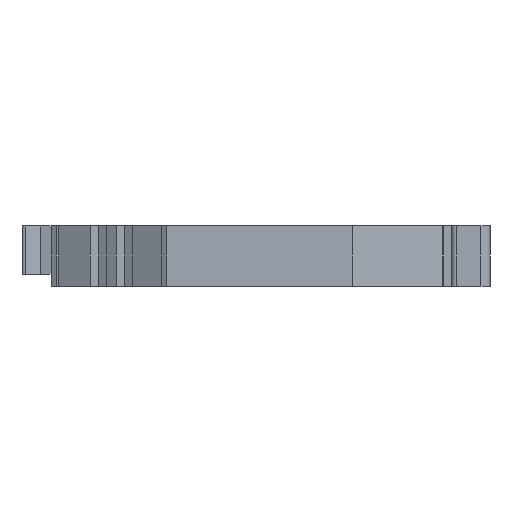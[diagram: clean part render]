
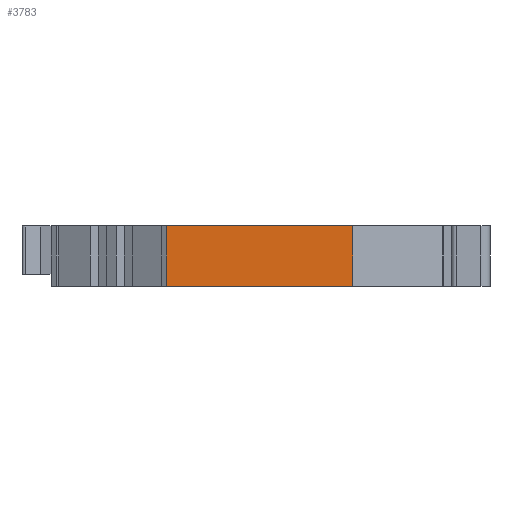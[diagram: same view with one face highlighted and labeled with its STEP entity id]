
A CAD part, left-side view. The second image highlights one B-rep face of the part: STEP entity #3783.
In plain terms, the highlighted planar face has unit normal (-1, 0, 0).
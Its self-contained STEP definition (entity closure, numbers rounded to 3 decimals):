
#180 = LINE ( 'NONE', #5774, #324 ) ;
#288 = VERTEX_POINT ( 'NONE', #4925 ) ;
#324 = VECTOR ( 'NONE', #6254, 1000. ) ;
#619 = LINE ( 'NONE', #4337, #1895 ) ;
#783 = FACE_OUTER_BOUND ( 'NONE', #5872, .T. ) ;
#916 = DIRECTION ( 'NONE',  ( 0., -1., 0. ) ) ;
#925 = ORIENTED_EDGE ( 'NONE', *, *, #2308, .F. ) ;
#928 = VERTEX_POINT ( 'NONE', #2501 ) ;
#979 = ORIENTED_EDGE ( 'NONE', *, *, #2477, .F. ) ;
#1028 = LINE ( 'NONE', #6000, #6071 ) ;
#1144 = VECTOR ( 'NONE', #5146, 1000. ) ;
#1449 = DIRECTION ( 'NONE',  ( 1., 0., 0. ) ) ;
#1723 = CARTESIAN_POINT ( 'NONE',  ( -26.75, -8.498, 3.1 ) ) ;
#1895 = VECTOR ( 'NONE', #916, 1000. ) ;
#2215 = ORIENTED_EDGE ( 'NONE', *, *, #5492, .T. ) ;
#2308 = EDGE_CURVE ( 'NONE', #6244, #288, #3752, .T. ) ;
#2477 = EDGE_CURVE ( 'NONE', #928, #6244, #619, .T. ) ;
#2501 = CARTESIAN_POINT ( 'NONE',  ( -26.75, 10.732, 3.1 ) ) ;
#2771 = ORIENTED_EDGE ( 'NONE', *, *, #4179, .T. ) ;
#2907 = PLANE ( 'NONE',  #5601 ) ;
#3300 = VERTEX_POINT ( 'NONE', #5424 ) ;
#3752 = LINE ( 'NONE', #1723, #1144 ) ;
#3783 = ADVANCED_FACE ( 'NONE', ( #783 ), #2907, .F. ) ;
#3901 = CARTESIAN_POINT ( 'NONE',  ( -26.75, -0.467, 3.1 ) ) ;
#4080 = DIRECTION ( 'NONE',  ( 0., 0., -1. ) ) ;
#4179 = EDGE_CURVE ( 'NONE', #3300, #288, #180, .T. ) ;
#4337 = CARTESIAN_POINT ( 'NONE',  ( -26.75, 10.732, 3.1 ) ) ;
#4658 = CARTESIAN_POINT ( 'NONE',  ( -26.75, -8.498, 3.1 ) ) ;
#4867 = DIRECTION ( 'NONE',  ( 0., 0., -1. ) ) ;
#4925 = CARTESIAN_POINT ( 'NONE',  ( -26.75, -8.498, -3.1 ) ) ;
#5146 = DIRECTION ( 'NONE',  ( 0., 0., -1. ) ) ;
#5424 = CARTESIAN_POINT ( 'NONE',  ( -26.75, 10.732, -3.1 ) ) ;
#5492 = EDGE_CURVE ( 'NONE', #928, #3300, #1028, .T. ) ;
#5601 = AXIS2_PLACEMENT_3D ( 'NONE', #3901, #1449, #4867 ) ;
#5774 = CARTESIAN_POINT ( 'NONE',  ( -26.75, -0.467, -3.1 ) ) ;
#5872 = EDGE_LOOP ( 'NONE', ( #2771, #925, #979, #2215 ) ) ;
#6000 = CARTESIAN_POINT ( 'NONE',  ( -26.75, 10.732, 3.1 ) ) ;
#6071 = VECTOR ( 'NONE', #4080, 1000. ) ;
#6244 = VERTEX_POINT ( 'NONE', #4658 ) ;
#6254 = DIRECTION ( 'NONE',  ( 0., -1., 0. ) ) ;
